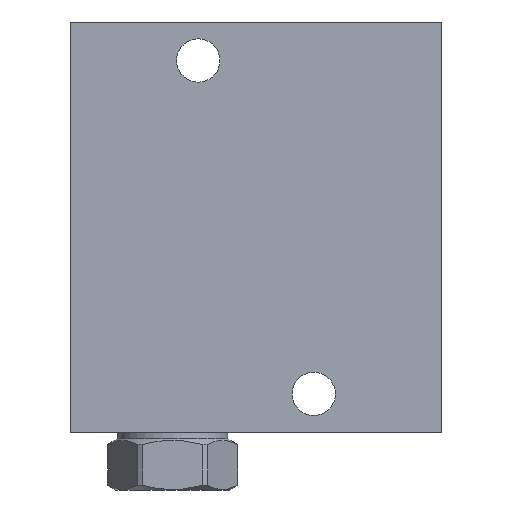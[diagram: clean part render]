
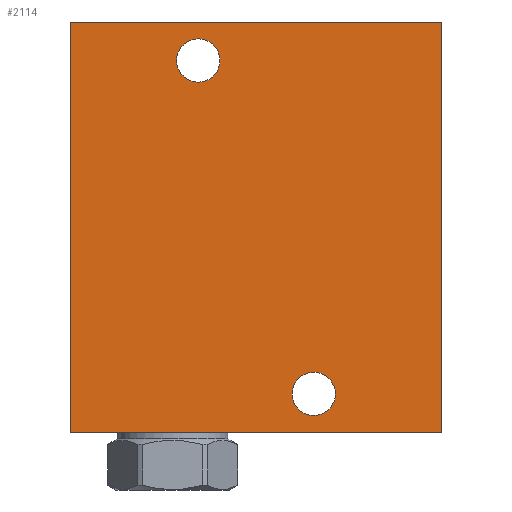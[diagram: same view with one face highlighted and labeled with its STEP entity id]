
A CAD part, front view. The second image highlights one B-rep face of the part: STEP entity #2114.
In plain terms, the highlighted planar face has unit normal (0, -1, 0).
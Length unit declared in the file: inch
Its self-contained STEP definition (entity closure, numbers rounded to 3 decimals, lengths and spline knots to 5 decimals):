
#5=DIRECTION('',(1.,0.,0.));
#6=VECTOR('',#5,3.625);
#7=CARTESIAN_POINT('',(0.,-1.5,0.));
#8=LINE('',#7,#6);
#75=DIRECTION('',(0.,0.,1.));
#76=VECTOR('',#75,4.);
#77=CARTESIAN_POINT('',(3.625,-1.5,0.));
#78=LINE('',#77,#76);
#99=DIRECTION('',(0.,0.,1.));
#100=VECTOR('',#99,4.);
#101=CARTESIAN_POINT('',(0.,-1.5,0.));
#102=LINE('',#101,#100);
#103=CARTESIAN_POINT('',(1.25,-1.5,3.625));
#104=DIRECTION('',(0.,-1.,0.));
#105=DIRECTION('',(-1.,0.,0.));
#106=AXIS2_PLACEMENT_3D('',#103,#104,#105);
#108=CARTESIAN_POINT('',(1.25,-1.5,3.625));
#109=DIRECTION('',(0.,-1.,0.));
#110=DIRECTION('',(1.,0.,0.));
#111=AXIS2_PLACEMENT_3D('',#108,#109,#110);
#113=CARTESIAN_POINT('',(2.375,-1.5,0.375));
#114=DIRECTION('',(0.,-1.,0.));
#115=DIRECTION('',(-1.,0.,0.));
#116=AXIS2_PLACEMENT_3D('',#113,#114,#115);
#118=CARTESIAN_POINT('',(2.375,-1.5,0.375));
#119=DIRECTION('',(0.,-1.,0.));
#120=DIRECTION('',(1.,0.,0.));
#121=AXIS2_PLACEMENT_3D('',#118,#119,#120);
#135=DIRECTION('',(1.,0.,0.));
#136=VECTOR('',#135,3.625);
#137=CARTESIAN_POINT('',(0.,-1.5,4.));
#138=LINE('',#137,#136);
#1735=CARTESIAN_POINT('',(0.,-1.5,0.));
#1737=VERTEX_POINT('',#1735);
#1738=CARTESIAN_POINT('',(3.625,-1.5,0.));
#1739=VERTEX_POINT('',#1738);
#1743=CARTESIAN_POINT('',(0.,-1.5,4.));
#1745=VERTEX_POINT('',#1743);
#1746=CARTESIAN_POINT('',(3.625,-1.5,4.));
#1747=VERTEX_POINT('',#1746);
#1877=CARTESIAN_POINT('',(1.039,-1.5,3.625));
#1878=CARTESIAN_POINT('',(1.461,-1.5,3.625));
#1879=VERTEX_POINT('',#1877);
#1880=VERTEX_POINT('',#1878);
#1885=CARTESIAN_POINT('',(2.164,-1.5,0.375));
#1886=CARTESIAN_POINT('',(2.586,-1.5,0.375));
#1887=VERTEX_POINT('',#1885);
#1888=VERTEX_POINT('',#1886);
#2090=CARTESIAN_POINT('',(0.,-1.5,0.));
#2091=DIRECTION('',(0.,-1.,0.));
#2092=DIRECTION('',(1.,0.,0.));
#2093=AXIS2_PLACEMENT_3D('',#2090,#2091,#2092);
#2094=PLANE('',#2093);
#2095=ORIENTED_EDGE('',*,*,#1996,.F.);
#2096=ORIENTED_EDGE('',*,*,#2021,.T.);
#2098=ORIENTED_EDGE('',*,*,#2097,.T.);
#2099=ORIENTED_EDGE('',*,*,#2070,.F.);
#2100=EDGE_LOOP('',(#2095,#2096,#2098,#2099));
#2101=FACE_OUTER_BOUND('',#2100,.F.);
#2103=ORIENTED_EDGE('',*,*,#2102,.T.);
#2105=ORIENTED_EDGE('',*,*,#2104,.T.);
#2106=EDGE_LOOP('',(#2103,#2105));
#2107=FACE_BOUND('',#2106,.F.);
#2109=ORIENTED_EDGE('',*,*,#2108,.T.);
#2111=ORIENTED_EDGE('',*,*,#2110,.T.);
#2112=EDGE_LOOP('',(#2109,#2111));
#2113=FACE_BOUND('',#2112,.F.);
#2114=ADVANCED_FACE('',(#2101,#2107,#2113),#2094,.T.);
#107=CIRCLE('',#106,0.211);
#112=CIRCLE('',#111,0.211);
#117=CIRCLE('',#116,0.211);
#122=CIRCLE('',#121,0.211);
#1996=EDGE_CURVE('',#1737,#1739,#8,.T.);
#2021=EDGE_CURVE('',#1737,#1745,#102,.T.);
#2070=EDGE_CURVE('',#1739,#1747,#78,.T.);
#2097=EDGE_CURVE('',#1745,#1747,#138,.T.);
#2102=EDGE_CURVE('',#1879,#1880,#107,.T.);
#2104=EDGE_CURVE('',#1880,#1879,#112,.T.);
#2108=EDGE_CURVE('',#1887,#1888,#117,.T.);
#2110=EDGE_CURVE('',#1888,#1887,#122,.T.);
